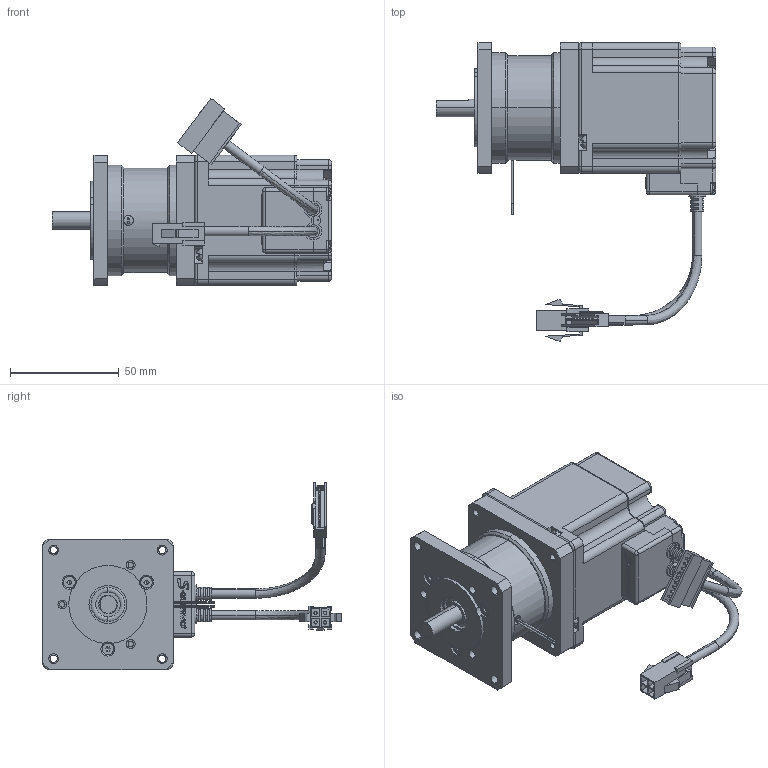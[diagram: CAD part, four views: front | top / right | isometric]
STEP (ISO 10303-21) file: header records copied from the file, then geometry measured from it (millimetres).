
FILE_DESCRIPTION (( 'STEP AP203' ), '1' );
FILE_NAME ('S-SERVO BK-60S 131030.STEP', '2013-10-30T11:15:12', ( '' ), ( '' ), 'SwSTEP 2.0', 'SolidWorks 2012', '' );
FILE_SCHEMA (( 'CONFIG_CONTROL_DESIGN' ));
Length unit declared in the file: millimetre
Products named in the file (13): S-SERVO BK-60S 131030; 130116 60mm CABLE COVER S-SERVO; S-SERVO24; 121217 60mm CABLE COVER_ル遽; BK60; round cross head screw_ks1_KS 1023 RC - M3 x 12-N; 42阿 浚内歹 纳捞喉急_钎霖; 42陝 賅攪瞪錳摹_ル遽; 130116 56mm ENCODER COVER_ル遽; 葆斜啻す 縛囀渦_ル遽; 20陝 PCB_ル遽; PLATE; 60S_註蝶
Assembly tree (17 placements, depth 3):
  S-SERVO BK-60S 131030
    60S_註蝶
    PLATE
    20陝 PCB_ル遽
    葆斜啻す 縛囀渦_ル遽
    130116 56mm ENCODER COVER_ル遽
    42陝 賅攪瞪錳摹_ル遽
    42阿 浚内歹 纳捞喉急_钎霖
    round cross head screw_ks1_KS 1023 RC - M3 x 12-N  x6
    BK60
    130116 60mm CABLE COVER S-SERVO
      121217 60mm CABLE COVER_ル遽
      S-SERVO24
Bounding box: 128.65 x 137.41 x 86.2 mm (x, y, z)
Volume: 178434.6 mm3; surface area: 79309.4 mm2
Topology: 23 solids, 39 shells, 4437 faces, 12900 edges, 8563 vertices
Faces by surface type: plane 3803, cylinder 413, cone 97, torus 56, bspline 46, sphere 22
Entity records: 143534 total; most frequent: CARTESIAN_POINT 28062, ORIENTED_EDGE 24811, DIRECTION 21887, EDGE_CURVE 12472, VECTOR 11201, LINE 11201, VERTEX_POINT 8310, AXIS2_PLACEMENT_3D 5343
